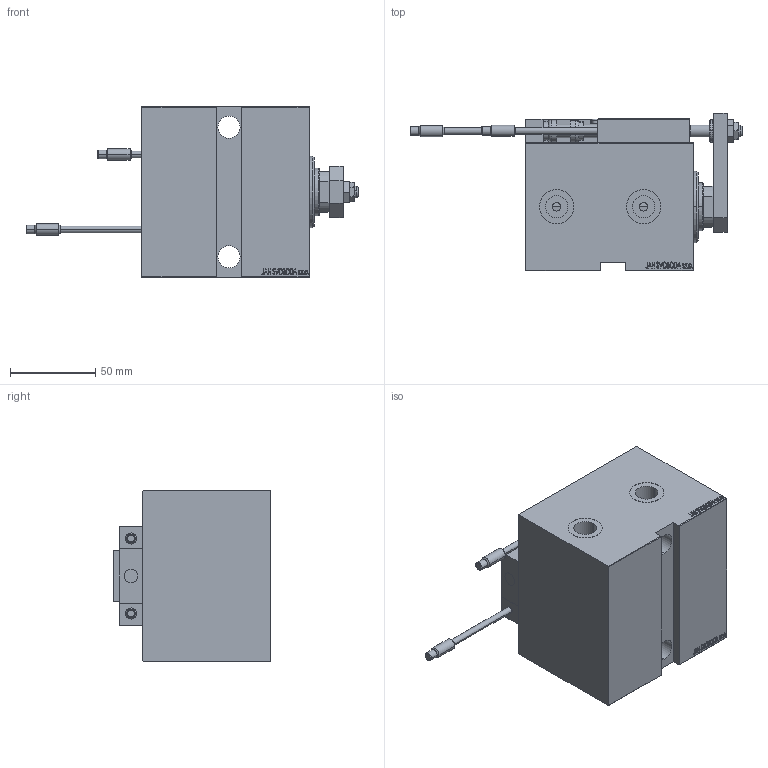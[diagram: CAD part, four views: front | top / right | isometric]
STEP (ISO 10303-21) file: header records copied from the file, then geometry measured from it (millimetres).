
FILE_DESCRIPTION (( 'STEP AP203' ), '1' );
FILE_NAME ('44f9.STEP', '2021-03-18T18:53:13', ( '' ), ( '' ), 'SwSTEP 2.0', 'SolidWorks 2019', '' );
FILE_SCHEMA (( 'CONFIG_CONTROL_DESIGN' ));
Length unit declared in the file: millimetre
Products named in the file (16): V450CM_E_VCP 7c024003ebce566e6a436b227958655d; ZARAZKA 7c024003ebce566e6a436b227958655d; V450CM_E 7c024003ebce566e6a436b227958655d; ALLEN BOLT D5 7c024003ebce566e6a436b227958655d; MAGNET 7c024003ebce566e6a436b227958655d; 44f9; KONCOVKA_Y 7c024003ebce566e6a436b227958655d; TYC_L79 7c024003ebce566e6a436b227958655d; NUT_D10 7c024003ebce566e6a436b227958655d; Block 7c024003ebce566e6a436b227958655d; V450CM_VC_B 7c024003ebce566e6a436b227958655d; NUT_D12 7c024003ebce566e6a436b227958655d; ALLEN BOLT D8 7c024003ebce566e6a436b227958655d; SWITCH_X_FRONT_BACK 7c024003ebce566e6a436b227958655d; SWITCH DIM B,W 7c024003ebce566e6a436b227958655d; SWITCH X 7c024003ebce566e6a436b227958655d
Assembly tree (25 placements, depth 3):
  44f9
    V450CM_E 7c024003ebce566e6a436b227958655d
    V450CM_E_VCP 7c024003ebce566e6a436b227958655d
    V450CM_VC_B 7c024003ebce566e6a436b227958655d
    SWITCH X 7c024003ebce566e6a436b227958655d
      SWITCH_X_FRONT_BACK 7c024003ebce566e6a436b227958655d  x2
      TYC_L79 7c024003ebce566e6a436b227958655d
      Block 7c024003ebce566e6a436b227958655d  x2
      ALLEN BOLT D5 7c024003ebce566e6a436b227958655d  x4
      ALLEN BOLT D8 7c024003ebce566e6a436b227958655d  x4
      MAGNET 7c024003ebce566e6a436b227958655d  x2
      KONCOVKA_Y 7c024003ebce566e6a436b227958655d  x2
    SWITCH DIM B,W 7c024003ebce566e6a436b227958655d
    ZARAZKA 7c024003ebce566e6a436b227958655d
    NUT_D10 7c024003ebce566e6a436b227958655d
    NUT_D12 7c024003ebce566e6a436b227958655d
Bounding box: 194.7 x 92.5 x 100 mm (x, y, z)
Volume: 700921.6 mm3; surface area: 126380.9 mm2
Topology: 24 solids, 24 shells, 1326 faces, 3164 edges, 2018 vertices
Faces by surface type: plane 577, bspline 380, cylinder 196, cone 121, torus 48, sphere 4
Entity records: 50729 total; most frequent: CARTESIAN_POINT 25637, ORIENTED_EDGE 5304, DIRECTION 3609, EDGE_CURVE 2652, VERTEX_POINT 1730, LINE 1525, VECTOR 1525, EDGE_LOOP 1226
